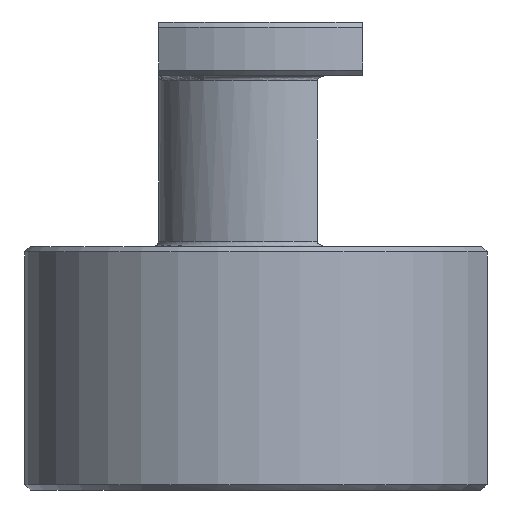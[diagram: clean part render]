
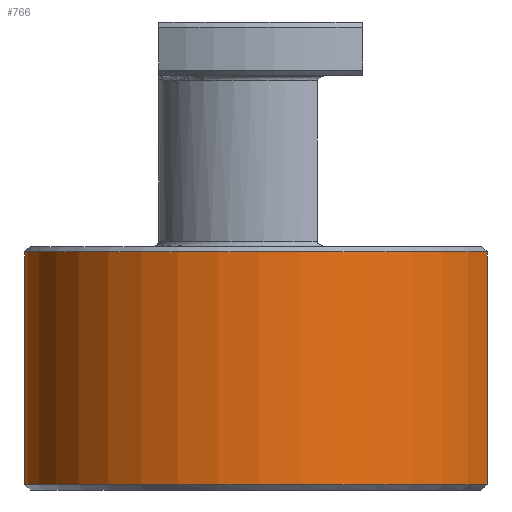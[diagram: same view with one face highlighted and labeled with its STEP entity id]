
A CAD part, left-side view. The second image highlights one B-rep face of the part: STEP entity #766.
In plain terms, the highlighted cylindrical face has radius 9 mm (diameter 18 mm), a partial arc.
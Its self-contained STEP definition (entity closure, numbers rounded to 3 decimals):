
#26=FACE_BOUND('',#175,.T.);
#44=CYLINDRICAL_SURFACE('',#836,9.);
#52=B_SPLINE_CURVE_WITH_KNOTS('',3,(#1247,#1248,#1249,#1250,#1251,#1252,
#1253,#1254,#1255,#1256,#1257,#1258,#1259,#1260,#1261,#1262,#1263,#1264),
 .UNSPECIFIED.,.F.,.F.,(4,2,2,2,2,2,2,2,4),(0.372,0.466,
0.559,0.652,0.745,0.838,
0.931,1.024,1.117),.UNSPECIFIED.);
#53=B_SPLINE_CURVE_WITH_KNOTS('',3,(#1265,#1266,#1267,#1268,#1269,#1270,
#1271,#1272,#1273,#1274,#1275,#1276,#1277,#1278,#1279,#1280,#1281,#1282,
#1283),.UNSPECIFIED.,.F.,.F.,(4,2,2,2,3,2,2,2,4),(1.117,1.211,
1.304,1.397,1.49,1.583,1.676,
1.769,1.862),.UNSPECIFIED.);
#79=CIRCLE('',#823,9.);
#80=CIRCLE('',#826,9.);
#129=FACE_OUTER_BOUND('',#174,.T.);
#174=EDGE_LOOP('',(#665,#666,#667,#668));
#175=EDGE_LOOP('',(#669,#670));
#217=LINE('',#1385,#269);
#223=LINE('',#1406,#275);
#269=VECTOR('',#972,8.7);
#275=VECTOR('',#988,8.7);
#341=VERTEX_POINT('',#1245);
#342=VERTEX_POINT('',#1246);
#361=VERTEX_POINT('',#1374);
#362=VERTEX_POINT('',#1378);
#363=VERTEX_POINT('',#1384);
#365=VERTEX_POINT('',#1393);
#423=EDGE_CURVE('',#341,#342,#52,.T.);
#424=EDGE_CURVE('',#342,#341,#53,.T.);
#454=EDGE_CURVE('',#361,#362,#79,.T.);
#456=EDGE_CURVE('',#363,#362,#217,.T.);
#460=EDGE_CURVE('',#363,#365,#80,.T.);
#466=EDGE_CURVE('',#361,#365,#223,.T.);
#665=ORIENTED_EDGE('',*,*,#454,.F.);
#666=ORIENTED_EDGE('',*,*,#466,.T.);
#667=ORIENTED_EDGE('',*,*,#460,.F.);
#668=ORIENTED_EDGE('',*,*,#456,.T.);
#669=ORIENTED_EDGE('',*,*,#423,.T.);
#670=ORIENTED_EDGE('',*,*,#424,.T.);
#766=ADVANCED_FACE('',(#129,#26),#44,.T.);
#823=AXIS2_PLACEMENT_3D('',#1379,#968,#969);
#826=AXIS2_PLACEMENT_3D('',#1394,#977,#978);
#836=AXIS2_PLACEMENT_3D('',#1422,#1007,#1008);
#968=DIRECTION('center_axis',(0.,0.,-1.));
#969=DIRECTION('ref_axis',(-1.,0.,0.));
#972=DIRECTION('',(0.,0.,-1.));
#977=DIRECTION('center_axis',(0.,0.,1.));
#978=DIRECTION('ref_axis',(-1.,0.,0.));
#988=DIRECTION('',(0.,0.,1.));
#1007=DIRECTION('center_axis',(0.,0.,1.));
#1008=DIRECTION('ref_axis',(-1.,0.,0.));
#1245=CARTESIAN_POINT('',(9.,0.,6.459));
#1246=CARTESIAN_POINT('',(9.,0.,1.542));
#1247=CARTESIAN_POINT('Ctrl Pts',(9.,0.,6.459));
#1248=CARTESIAN_POINT('Ctrl Pts',(9.,0.31,6.459));
#1249=CARTESIAN_POINT('Ctrl Pts',(8.982,0.64,6.396));
#1250=CARTESIAN_POINT('Ctrl Pts',(8.919,1.246,6.145));
#1251=CARTESIAN_POINT('Ctrl Pts',(8.873,1.521,5.956));
#1252=CARTESIAN_POINT('Ctrl Pts',(8.788,1.956,5.521));
#1253=CARTESIAN_POINT('Ctrl Pts',(8.742,2.145,5.246));
#1254=CARTESIAN_POINT('Ctrl Pts',(8.676,2.396,4.64));
#1255=CARTESIAN_POINT('Ctrl Pts',(8.658,2.459,4.31));
#1256=CARTESIAN_POINT('Ctrl Pts',(8.658,2.459,3.69));
#1257=CARTESIAN_POINT('Ctrl Pts',(8.676,2.396,3.36));
#1258=CARTESIAN_POINT('Ctrl Pts',(8.742,2.145,2.754));
#1259=CARTESIAN_POINT('Ctrl Pts',(8.788,1.956,2.479));
#1260=CARTESIAN_POINT('Ctrl Pts',(8.873,1.521,2.044));
#1261=CARTESIAN_POINT('Ctrl Pts',(8.919,1.246,1.855));
#1262=CARTESIAN_POINT('Ctrl Pts',(8.982,0.64,1.604));
#1263=CARTESIAN_POINT('Ctrl Pts',(9.,0.31,1.542));
#1264=CARTESIAN_POINT('Ctrl Pts',(9.,0.,1.542));
#1265=CARTESIAN_POINT('Ctrl Pts',(9.,0.,1.542));
#1266=CARTESIAN_POINT('Ctrl Pts',(9.,-0.31,1.542));
#1267=CARTESIAN_POINT('Ctrl Pts',(8.982,-0.64,1.604));
#1268=CARTESIAN_POINT('Ctrl Pts',(8.919,-1.246,1.855));
#1269=CARTESIAN_POINT('Ctrl Pts',(8.873,-1.521,2.044));
#1270=CARTESIAN_POINT('Ctrl Pts',(8.788,-1.956,2.479));
#1271=CARTESIAN_POINT('Ctrl Pts',(8.742,-2.145,2.754));
#1272=CARTESIAN_POINT('Ctrl Pts',(8.676,-2.396,3.36));
#1273=CARTESIAN_POINT('Ctrl Pts',(8.658,-2.459,3.69));
#1274=CARTESIAN_POINT('Ctrl Pts',(8.658,-2.459,4.));
#1275=CARTESIAN_POINT('Ctrl Pts',(8.658,-2.459,4.31));
#1276=CARTESIAN_POINT('Ctrl Pts',(8.676,-2.396,4.64));
#1277=CARTESIAN_POINT('Ctrl Pts',(8.742,-2.145,5.246));
#1278=CARTESIAN_POINT('Ctrl Pts',(8.788,-1.956,5.521));
#1279=CARTESIAN_POINT('Ctrl Pts',(8.873,-1.521,5.956));
#1280=CARTESIAN_POINT('Ctrl Pts',(8.919,-1.246,6.145));
#1281=CARTESIAN_POINT('Ctrl Pts',(8.982,-0.64,6.396));
#1282=CARTESIAN_POINT('Ctrl Pts',(9.,-0.31,6.459));
#1283=CARTESIAN_POINT('Ctrl Pts',(9.,0.,6.459));
#1374=CARTESIAN_POINT('',(-3.5,-8.292,0.2));
#1378=CARTESIAN_POINT('',(3.5,-8.292,0.2));
#1379=CARTESIAN_POINT('Origin',(0.,0.,0.2));
#1384=CARTESIAN_POINT('',(3.5,-8.292,8.9));
#1385=CARTESIAN_POINT('',(3.5,-8.292,0.));
#1393=CARTESIAN_POINT('',(-3.5,-8.292,8.9));
#1394=CARTESIAN_POINT('Origin',(0.,0.,8.9));
#1406=CARTESIAN_POINT('',(-3.5,-8.292,0.));
#1422=CARTESIAN_POINT('Origin',(0.,0.,0.));
